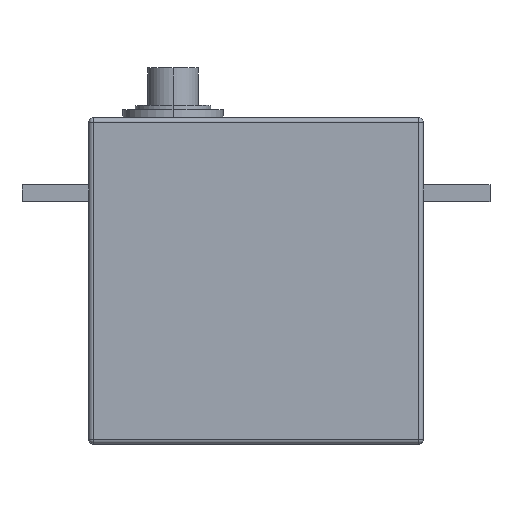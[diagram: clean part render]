
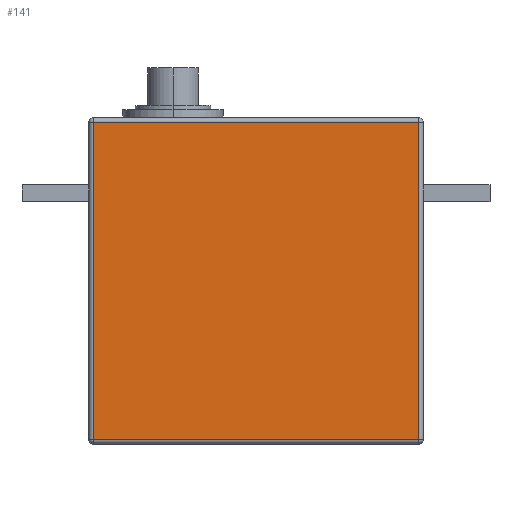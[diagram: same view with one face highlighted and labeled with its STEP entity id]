
A CAD part, top view. The second image highlights one B-rep face of the part: STEP entity #141.
In plain terms, the highlighted planar face has unit normal (0, 0, 1).
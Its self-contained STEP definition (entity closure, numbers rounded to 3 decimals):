
#141 = ADVANCED_FACE ( 'NONE', ( #1952 ), #1033, .F. ) ;
#397 = EDGE_LOOP ( 'NONE', ( #5169, #675, #5649, #5417 ) ) ;
#650 = EDGE_CURVE ( 'NONE', #3478, #3429, #5987, .T. ) ;
#675 = ORIENTED_EDGE ( 'NONE', *, *, #2506, .T. ) ;
#877 = EDGE_CURVE ( 'NONE', #5694, #3478, #2298, .T. ) ;
#1033 = PLANE ( 'NONE',  #5422 ) ;
#1122 = DIRECTION ( 'NONE',  ( 0., -1., 0. ) ) ;
#1280 = DIRECTION ( 'NONE',  ( -1., 0., 0. ) ) ;
#1301 = CARTESIAN_POINT ( 'NONE',  ( 0.5, 0.5, 20. ) ) ;
#1649 = CARTESIAN_POINT ( 'NONE',  ( 39.5, 0., 20. ) ) ;
#1710 = VECTOR ( 'NONE', #4389, 1000. ) ;
#1952 = FACE_OUTER_BOUND ( 'NONE', #397, .T. ) ;
#2047 = DIRECTION ( 'NONE',  ( -1., 0., 0. ) ) ;
#2129 = LINE ( 'NONE', #1649, #4852 ) ;
#2298 = LINE ( 'NONE', #4680, #5916 ) ;
#2506 = EDGE_CURVE ( 'NONE', #3429, #3329, #3464, .T. ) ;
#2742 = DIRECTION ( 'NONE',  ( 0., 1., 0. ) ) ;
#2751 = EDGE_CURVE ( 'NONE', #3329, #5694, #2129, .T. ) ;
#3152 = CARTESIAN_POINT ( 'NONE',  ( 0.5, 0., 20. ) ) ;
#3329 = VERTEX_POINT ( 'NONE', #3550 ) ;
#3405 = DIRECTION ( 'NONE',  ( 0., 0., -1. ) ) ;
#3429 = VERTEX_POINT ( 'NONE', #1301 ) ;
#3464 = LINE ( 'NONE', #5829, #1710 ) ;
#3478 = VERTEX_POINT ( 'NONE', #5542 ) ;
#3550 = CARTESIAN_POINT ( 'NONE',  ( 39.5, 0.5, 20. ) ) ;
#4389 = DIRECTION ( 'NONE',  ( 1., 0., 0. ) ) ;
#4680 = CARTESIAN_POINT ( 'NONE',  ( 0., 38.5, 20. ) ) ;
#4852 = VECTOR ( 'NONE', #2742, 1000. ) ;
#4918 = VECTOR ( 'NONE', #1122, 1000. ) ;
#4926 = CARTESIAN_POINT ( 'NONE',  ( 0., 0., 20. ) ) ;
#5169 = ORIENTED_EDGE ( 'NONE', *, *, #650, .T. ) ;
#5417 = ORIENTED_EDGE ( 'NONE', *, *, #877, .T. ) ;
#5422 = AXIS2_PLACEMENT_3D ( 'NONE', #4926, #3405, #2047 ) ;
#5542 = CARTESIAN_POINT ( 'NONE',  ( 0.5, 38.5, 20. ) ) ;
#5648 = CARTESIAN_POINT ( 'NONE',  ( 39.5, 38.5, 20. ) ) ;
#5649 = ORIENTED_EDGE ( 'NONE', *, *, #2751, .T. ) ;
#5694 = VERTEX_POINT ( 'NONE', #5648 ) ;
#5829 = CARTESIAN_POINT ( 'NONE',  ( 0., 0.5, 20. ) ) ;
#5916 = VECTOR ( 'NONE', #1280, 1000. ) ;
#5987 = LINE ( 'NONE', #3152, #4918 ) ;
